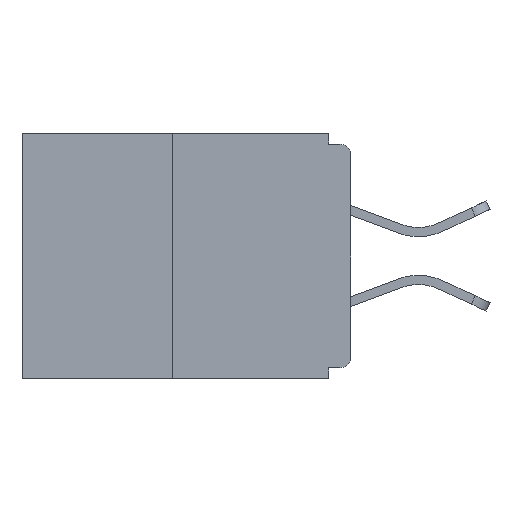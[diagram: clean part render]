
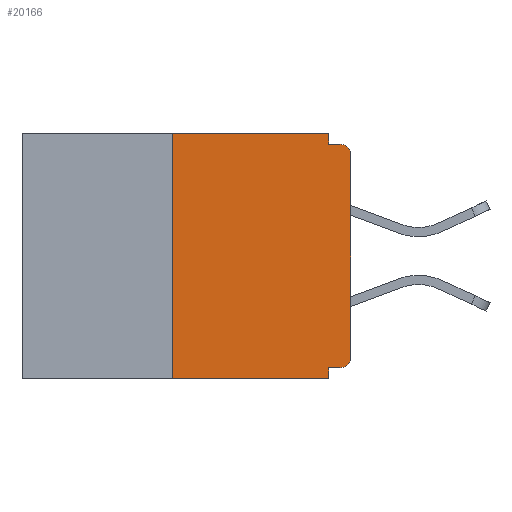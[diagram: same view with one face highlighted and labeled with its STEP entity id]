
A CAD part, left-side view. The second image highlights one B-rep face of the part: STEP entity #20166.
In plain terms, the highlighted planar face has unit normal (-1, 0, 0).
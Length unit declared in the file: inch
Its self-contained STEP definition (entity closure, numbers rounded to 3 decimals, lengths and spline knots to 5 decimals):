
#136 = VECTOR ( 'NONE', #12210, 39.37008 ) ;
#544 = EDGE_LOOP ( 'NONE', ( #26003, #26310, #23323, #28776, #24351, #25478, #26174, #14481, #24553, #11909 ) ) ;
#668 = CARTESIAN_POINT ( 'NONE',  ( 0., 0., -0.03 ) ) ;
#2111 = VERTEX_POINT ( 'NONE', #6781 ) ;
#2866 = PLANE ( 'NONE',  #25002 ) ;
#2990 = VERTEX_POINT ( 'NONE', #27258 ) ;
#3003 = EDGE_CURVE ( 'NONE', #20044, #6609, #26018, .T. ) ;
#3348 = VERTEX_POINT ( 'NONE', #668 ) ;
#3639 = CARTESIAN_POINT ( 'NONE',  ( 0., 0., -0.015 ) ) ;
#4090 = CARTESIAN_POINT ( 'NONE',  ( 0., 0.46, 0. ) ) ;
#4364 = CARTESIAN_POINT ( 'NONE',  ( 0., 0.25, 0. ) ) ;
#4510 = LINE ( 'NONE', #15182, #13819 ) ;
#5866 = VERTEX_POINT ( 'NONE', #20375 ) ;
#5873 = DIRECTION ( 'NONE',  ( 0., 0., -1. ) ) ;
#6002 = DIRECTION ( 'NONE',  ( 0., 0., 1. ) ) ;
#6609 = VERTEX_POINT ( 'NONE', #22580 ) ;
#6781 = CARTESIAN_POINT ( 'NONE',  ( 0., 0.25, -0.343 ) ) ;
#6943 = CARTESIAN_POINT ( 'NONE',  ( 0., 0.015, -0.015 ) ) ;
#7084 = DIRECTION ( 'NONE',  ( 0., -1., 0. ) ) ;
#7924 = VECTOR ( 'NONE', #26203, 39.37008 ) ;
#8072 = EDGE_CURVE ( 'NONE', #5866, #14556, #27389, .T. ) ;
#8323 = EDGE_CURVE ( 'NONE', #6609, #9332, #4510, .T. ) ;
#9003 = DIRECTION ( 'NONE',  ( 0., -1., 0. ) ) ;
#9332 = VERTEX_POINT ( 'NONE', #28033 ) ;
#9559 = VECTOR ( 'NONE', #15033, 39.37008 ) ;
#9572 = LINE ( 'NONE', #12243, #16356 ) ;
#11510 = LINE ( 'NONE', #14665, #7924 ) ;
#11761 = CARTESIAN_POINT ( 'NONE',  ( 0., 0.46, 0. ) ) ;
#11909 = ORIENTED_EDGE ( 'NONE', *, *, #8323, .F. ) ;
#12083 = DIRECTION ( 'NONE',  ( -1., 0., 0. ) ) ;
#12210 = DIRECTION ( 'NONE',  ( 0., 0., 1. ) ) ;
#12243 = CARTESIAN_POINT ( 'NONE',  ( 0., 0., -0.328 ) ) ;
#12468 = CARTESIAN_POINT ( 'NONE',  ( 0., 0.015, -0.03 ) ) ;
#12686 = AXIS2_PLACEMENT_3D ( 'NONE', #12468, #28425, #14785 ) ;
#12962 = CARTESIAN_POINT ( 'NONE',  ( 0., 0., -0.313 ) ) ;
#13636 = VERTEX_POINT ( 'NONE', #19972 ) ;
#13819 = VECTOR ( 'NONE', #5873, 39.37008 ) ;
#14481 = ORIENTED_EDGE ( 'NONE', *, *, #26386, .T. ) ;
#14556 = VERTEX_POINT ( 'NONE', #12962 ) ;
#14665 = CARTESIAN_POINT ( 'NONE',  ( 0., 0.031, -0.343 ) ) ;
#14669 = FACE_OUTER_BOUND ( 'NONE', #544, .T. ) ;
#14785 = DIRECTION ( 'NONE',  ( 0., 0., -1. ) ) ;
#15033 = DIRECTION ( 'NONE',  ( 0., -1., 0. ) ) ;
#15182 = CARTESIAN_POINT ( 'NONE',  ( 0., 0.031, 0. ) ) ;
#15823 = CARTESIAN_POINT ( 'NONE',  ( 0., 0.46, -0.343 ) ) ;
#15993 = EDGE_CURVE ( 'NONE', #14556, #3348, #17147, .T. ) ;
#16356 = VECTOR ( 'NONE', #24097, 39.37008 ) ;
#16543 = EDGE_CURVE ( 'NONE', #5866, #2990, #9572, .T. ) ;
#16565 = CARTESIAN_POINT ( 'NONE',  ( 0., 0.015, -0.313 ) ) ;
#17147 = LINE ( 'NONE', #26278, #24624 ) ;
#17723 = CIRCLE ( 'NONE', #12686, 0.015 ) ;
#18835 = DIRECTION ( 'NONE',  ( 1., 0., 0. ) ) ;
#18927 = DIRECTION ( 'NONE',  ( 0., 0., -1. ) ) ;
#19087 = CARTESIAN_POINT ( 'NONE',  ( 0., 0.25, 0. ) ) ;
#19092 = EDGE_CURVE ( 'NONE', #2990, #13636, #11510, .T. ) ;
#19972 = CARTESIAN_POINT ( 'NONE',  ( 0., 0.031, -0.343 ) ) ;
#20044 = VERTEX_POINT ( 'NONE', #4364 ) ;
#20166 = ADVANCED_FACE ( 'NONE', ( #14669 ), #2866, .F. ) ;
#20375 = CARTESIAN_POINT ( 'NONE',  ( 0., 0.015, -0.328 ) ) ;
#21713 = LINE ( 'NONE', #3639, #9559 ) ;
#22580 = CARTESIAN_POINT ( 'NONE',  ( 0., 0.031, 0. ) ) ;
#22842 = EDGE_CURVE ( 'NONE', #2111, #13636, #28392, .T. ) ;
#22986 = VECTOR ( 'NONE', #9003, 39.37008 ) ;
#23122 = EDGE_CURVE ( 'NONE', #2111, #20044, #25493, .T. ) ;
#23129 = VECTOR ( 'NONE', #7084, 39.37008 ) ;
#23323 = ORIENTED_EDGE ( 'NONE', *, *, #22842, .T. ) ;
#23530 = DIRECTION ( 'NONE',  ( 0., 0., -1. ) ) ;
#24097 = DIRECTION ( 'NONE',  ( 0., 1., 0. ) ) ;
#24351 = ORIENTED_EDGE ( 'NONE', *, *, #16543, .F. ) ;
#24408 = AXIS2_PLACEMENT_3D ( 'NONE', #16565, #12083, #23530 ) ;
#24553 = ORIENTED_EDGE ( 'NONE', *, *, #25759, .F. ) ;
#24624 = VECTOR ( 'NONE', #6002, 39.37008 ) ;
#25002 = AXIS2_PLACEMENT_3D ( 'NONE', #11761, #18835, #18927 ) ;
#25478 = ORIENTED_EDGE ( 'NONE', *, *, #8072, .T. ) ;
#25493 = LINE ( 'NONE', #19087, #136 ) ;
#25759 = EDGE_CURVE ( 'NONE', #9332, #29046, #21713, .T. ) ;
#26003 = ORIENTED_EDGE ( 'NONE', *, *, #3003, .F. ) ;
#26018 = LINE ( 'NONE', #4090, #23129 ) ;
#26174 = ORIENTED_EDGE ( 'NONE', *, *, #15993, .T. ) ;
#26203 = DIRECTION ( 'NONE',  ( 0., 0., -1. ) ) ;
#26278 = CARTESIAN_POINT ( 'NONE',  ( 0., 0., 0. ) ) ;
#26310 = ORIENTED_EDGE ( 'NONE', *, *, #23122, .F. ) ;
#26386 = EDGE_CURVE ( 'NONE', #3348, #29046, #17723, .T. ) ;
#27258 = CARTESIAN_POINT ( 'NONE',  ( 0., 0.031, -0.328 ) ) ;
#27389 = CIRCLE ( 'NONE', #24408, 0.015 ) ;
#28033 = CARTESIAN_POINT ( 'NONE',  ( 0., 0.031, -0.015 ) ) ;
#28392 = LINE ( 'NONE', #15823, #22986 ) ;
#28425 = DIRECTION ( 'NONE',  ( -1., 0., 0. ) ) ;
#28776 = ORIENTED_EDGE ( 'NONE', *, *, #19092, .F. ) ;
#29046 = VERTEX_POINT ( 'NONE', #6943 ) ;
